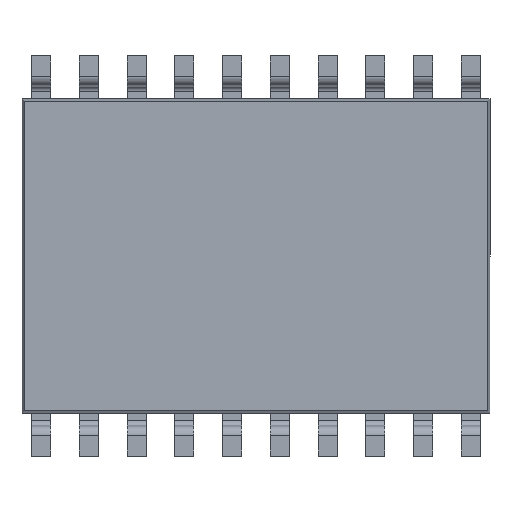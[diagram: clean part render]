
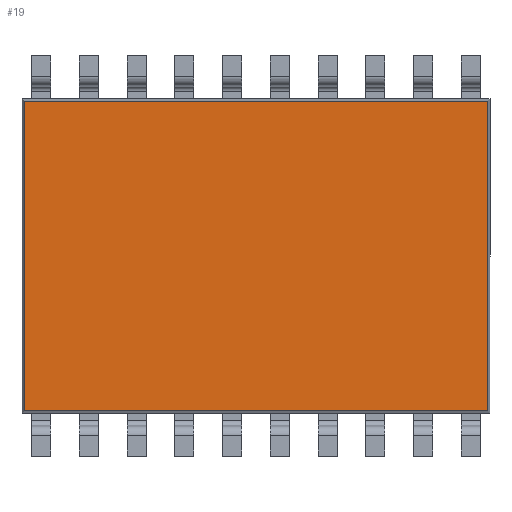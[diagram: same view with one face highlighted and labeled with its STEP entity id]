
A CAD part, front view. The second image highlights one B-rep face of the part: STEP entity #19.
In plain terms, the highlighted planar face has unit normal (0, -1, 0).
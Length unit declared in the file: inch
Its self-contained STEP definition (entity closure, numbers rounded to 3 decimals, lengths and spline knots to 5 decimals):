
#19 = ADVANCED_FACE ( 'NONE', ( #3178 ), #4223, .F. ) ;
#147 = ORIENTED_EDGE ( 'NONE', *, *, #5782, .T. ) ;
#664 = DIRECTION ( 'NONE',  ( -1., 0., 0. ) ) ;
#1660 = EDGE_LOOP ( 'NONE', ( #1671, #3025, #7098, #147 ) ) ;
#1671 = ORIENTED_EDGE ( 'NONE', *, *, #6358, .T. ) ;
#1749 = CARTESIAN_POINT ( 'NONE',  ( 0.0175, 0.007, -0.162 ) ) ;
#1932 = VECTOR ( 'NONE', #664, 39.37008 ) ;
#2030 = VECTOR ( 'NONE', #7145, 39.37008 ) ;
#2549 = VERTEX_POINT ( 'NONE', #1749 ) ;
#2743 = CARTESIAN_POINT ( 'NONE',  ( -0.4675, 0.007, 0.162 ) ) ;
#2834 = CARTESIAN_POINT ( 'NONE',  ( 0.02, 0.007, -0.1645 ) ) ;
#2899 = VECTOR ( 'NONE', #7741, 39.37008 ) ;
#3025 = ORIENTED_EDGE ( 'NONE', *, *, #6475, .T. ) ;
#3178 = FACE_OUTER_BOUND ( 'NONE', #1660, .T. ) ;
#3336 = VERTEX_POINT ( 'NONE', #7296 ) ;
#3557 = DIRECTION ( 'NONE',  ( 0., 0., 1. ) ) ;
#3562 = CARTESIAN_POINT ( 'NONE',  ( -0.4675, 0.007, -0.1645 ) ) ;
#3615 = CARTESIAN_POINT ( 'NONE',  ( 0.0175, 0.007, -0.1645 ) ) ;
#3656 = AXIS2_PLACEMENT_3D ( 'NONE', #2834, #7736, #3557 ) ;
#3700 = LINE ( 'NONE', #3615, #7189 ) ;
#3896 = LINE ( 'NONE', #7858, #2030 ) ;
#4223 = PLANE ( 'NONE',  #3656 ) ;
#4322 = DIRECTION ( 'NONE',  ( 0., 0., 1. ) ) ;
#4525 = CARTESIAN_POINT ( 'NONE',  ( 0.0175, 0.007, 0.162 ) ) ;
#4841 = CARTESIAN_POINT ( 'NONE',  ( 0.02, 0.007, 0.162 ) ) ;
#5203 = LINE ( 'NONE', #3562, #2899 ) ;
#5782 = EDGE_CURVE ( 'NONE', #2549, #8280, #3700, .T. ) ;
#6358 = EDGE_CURVE ( 'NONE', #8280, #9023, #7509, .T. ) ;
#6475 = EDGE_CURVE ( 'NONE', #9023, #3336, #5203, .T. ) ;
#6607 = EDGE_CURVE ( 'NONE', #3336, #2549, #3896, .T. ) ;
#7098 = ORIENTED_EDGE ( 'NONE', *, *, #6607, .T. ) ;
#7145 = DIRECTION ( 'NONE',  ( 1., 0., 0. ) ) ;
#7189 = VECTOR ( 'NONE', #4322, 39.37008 ) ;
#7296 = CARTESIAN_POINT ( 'NONE',  ( -0.4675, 0.007, -0.162 ) ) ;
#7509 = LINE ( 'NONE', #4841, #1932 ) ;
#7736 = DIRECTION ( 'NONE',  ( 0., 1., 0. ) ) ;
#7741 = DIRECTION ( 'NONE',  ( 0., 0., -1. ) ) ;
#7858 = CARTESIAN_POINT ( 'NONE',  ( 0.02, 0.007, -0.162 ) ) ;
#8280 = VERTEX_POINT ( 'NONE', #4525 ) ;
#9023 = VERTEX_POINT ( 'NONE', #2743 ) ;
